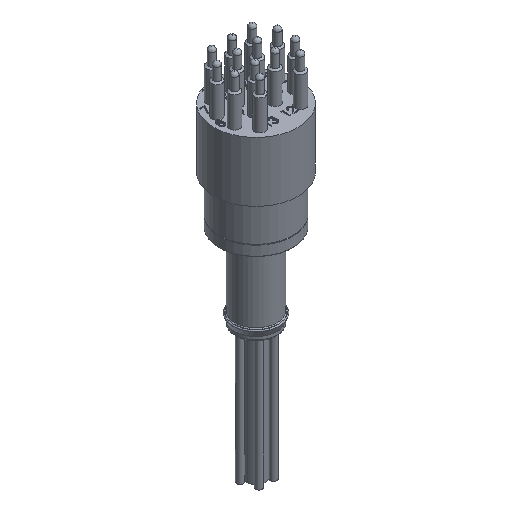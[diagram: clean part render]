
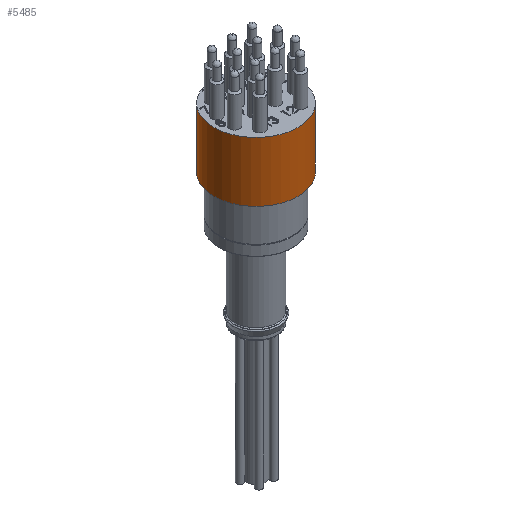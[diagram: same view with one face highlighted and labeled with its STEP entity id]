
A CAD part, isometric view. The second image highlights one B-rep face of the part: STEP entity #5485.
In plain terms, the highlighted cylindrical face has radius 12.675 mm (diameter 25.349 mm), a full revolution.
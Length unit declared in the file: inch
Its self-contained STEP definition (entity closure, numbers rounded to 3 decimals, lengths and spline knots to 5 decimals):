
#1225=CYLINDRICAL_SURFACE($,#6013,0.499);
#1346=FACE_BOUND($,#1980,.T.);
#1508=FACE_OUTER_BOUND($,#1979,.T.);
#1979=EDGE_LOOP($,(#4025));
#1980=EDGE_LOOP($,(#4026));
#2468=CIRCLE($,#6014,0.499);
#2469=CIRCLE($,#6015,0.499);
#2666=VERTEX_POINT($,#7912);
#2667=VERTEX_POINT($,#7914);
#3218=EDGE_CURVE($,#2666,#2666,#2468,.T.);
#3219=EDGE_CURVE($,#2667,#2667,#2469,.T.);
#4025=ORIENTED_EDGE($,*,*,#3218,.F.);
#4026=ORIENTED_EDGE($,*,*,#3219,.T.);
#5485=ADVANCED_FACE($,(#1508,#1346),#1225,.T.);
#6013=AXIS2_PLACEMENT_3D($,#7911,#6672,#6673);
#6014=AXIS2_PLACEMENT_3D($,#7913,#6674,#6675);
#6015=AXIS2_PLACEMENT_3D($,#7915,#6676,#6677);
#6672=DIRECTION('center_axis',(0.,0.,-1.));
#6673=DIRECTION('ref_axis',(-1.,0.,0.));
#6674=DIRECTION('center_axis',(0.,0.,1.));
#6675=DIRECTION('ref_axis',(1.,0.,0.));
#6676=DIRECTION('center_axis',(0.,0.,1.));
#6677=DIRECTION('ref_axis',(1.,0.,0.));
#7911=CARTESIAN_POINT('Origin',(0.,0.,
0.6455));
#7912=CARTESIAN_POINT('',(-0.499,0.,0.6455));
#7913=CARTESIAN_POINT('Origin',(0.,0.,
0.6455));
#7914=CARTESIAN_POINT('',(-0.499,0.,-0.0625));
#7915=CARTESIAN_POINT('Origin',(0.,0.,
-0.0625));
